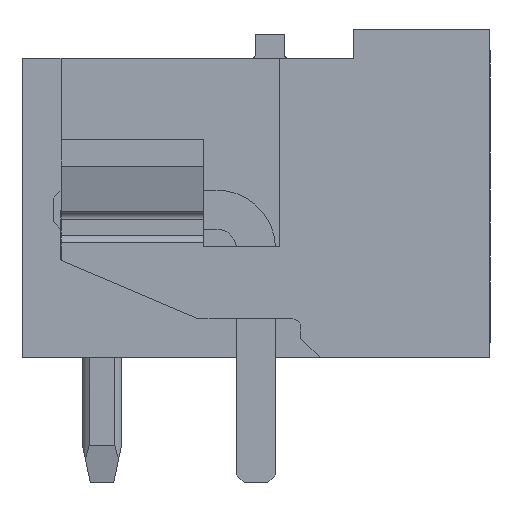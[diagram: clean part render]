
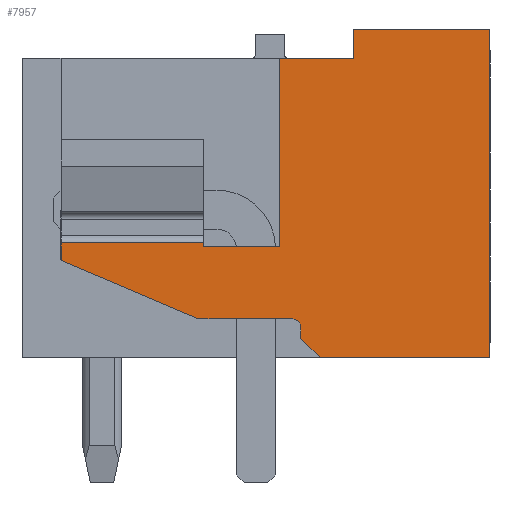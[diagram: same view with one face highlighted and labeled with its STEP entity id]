
A CAD part, left-side view. The second image highlights one B-rep face of the part: STEP entity #7957.
In plain terms, the highlighted planar face has unit normal (-1, 0, 0).
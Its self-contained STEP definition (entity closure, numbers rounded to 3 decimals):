
#7701=AXIS2_PLACEMENT_3D('Circle Axis2P3D',#7699,#7700,$) ;
#7928=AXIS2_PLACEMENT_3D('Plane Axis2P3D',#7925,#7926,#7927) ;
#269=CARTESIAN_POINT('Vertex',(0.,3.5,11.63)) ;
#272=CARTESIAN_POINT('Line Origine',(0.,1.75,11.63)) ;
#276=CARTESIAN_POINT('Vertex',(0.,0.,11.63)) ;
#791=CARTESIAN_POINT('Vertex',(0.,5.4,10.88)) ;
#794=CARTESIAN_POINT('Line Origine',(0.,4.45,10.88)) ;
#798=CARTESIAN_POINT('Vertex',(0.,3.5,10.88)) ;
#1133=CARTESIAN_POINT('Vertex',(0.,0.,3.2)) ;
#1136=CARTESIAN_POINT('Line Origine',(0.,2.177,3.2)) ;
#1140=CARTESIAN_POINT('Vertex',(0.,4.354,3.2)) ;
#3905=CARTESIAN_POINT('Line Origine',(0.,0.,7.415)) ;
#7249=CARTESIAN_POINT('Vertex',(0.,7.35,6.15)) ;
#7252=CARTESIAN_POINT('Line Origine',(0.,7.35,6.1)) ;
#7256=CARTESIAN_POINT('Vertex',(0.,7.35,6.05)) ;
#7363=CARTESIAN_POINT('Line Origine',(0.,9.175,6.15)) ;
#7367=CARTESIAN_POINT('Vertex',(0.,11.,6.15)) ;
#7589=CARTESIAN_POINT('Vertex',(0.,7.464,4.2)) ;
#7594=CARTESIAN_POINT('Line Origine',(0.,9.232,4.95)) ;
#7598=CARTESIAN_POINT('Vertex',(0.,11.,5.7)) ;
#7629=CARTESIAN_POINT('Vertex',(0.,5.054,4.2)) ;
#7634=CARTESIAN_POINT('Line Origine',(0.,6.259,4.2)) ;
#7694=CARTESIAN_POINT('Vertex',(0.,4.854,4.)) ;
#7699=CARTESIAN_POINT('Axis2P3D Location',(0.,5.054,4.)) ;
#7725=CARTESIAN_POINT('Vertex',(0.,4.854,3.7)) ;
#7730=CARTESIAN_POINT('Line Origine',(0.,4.854,3.85)) ;
#7752=CARTESIAN_POINT('Line Origine',(0.,4.604,3.45)) ;
#7778=CARTESIAN_POINT('Vertex',(0.,5.4,6.05)) ;
#7783=CARTESIAN_POINT('Line Origine',(0.,5.4,8.465)) ;
#7833=CARTESIAN_POINT('Line Origine',(0.,6.375,6.05)) ;
#7925=CARTESIAN_POINT('Axis2P3D Location',(0.,0.,0.)) ;
#7930=CARTESIAN_POINT('Line Origine',(0.,11.,5.925)) ;
#7935=CARTESIAN_POINT('Line Origine',(0.,3.5,11.255)) ;
#273=DIRECTION('Vector Direction',(0.,-1.,0.)) ;
#795=DIRECTION('Vector Direction',(0.,1.,0.)) ;
#1137=DIRECTION('Vector Direction',(0.,1.,0.)) ;
#3906=DIRECTION('Vector Direction',(0.,0.,-1.)) ;
#7253=DIRECTION('Vector Direction',(0.,0.,1.)) ;
#7364=DIRECTION('Vector Direction',(0.,1.,0.)) ;
#7595=DIRECTION('Vector Direction',(0.,-0.921,-0.391)) ;
#7635=DIRECTION('Vector Direction',(0.,-1.,0.)) ;
#7700=DIRECTION('Axis2P3D Direction',(-1.,0.,0.)) ;
#7731=DIRECTION('Vector Direction',(0.,0.,-1.)) ;
#7753=DIRECTION('Vector Direction',(0.,-0.707,-0.707)) ;
#7784=DIRECTION('Vector Direction',(0.,0.,1.)) ;
#7834=DIRECTION('Vector Direction',(0.,1.,0.)) ;
#7926=DIRECTION('Axis2P3D Direction',(-1.,0.,0.)) ;
#7927=DIRECTION('Axis2P3D XDirection',(0.,-1.,0.)) ;
#7931=DIRECTION('Vector Direction',(0.,0.,-1.)) ;
#7936=DIRECTION('Vector Direction',(0.,0.,1.)) ;
#274=VECTOR('Line Direction',#273,1.) ;
#796=VECTOR('Line Direction',#795,1.) ;
#1138=VECTOR('Line Direction',#1137,1.) ;
#3907=VECTOR('Line Direction',#3906,1.) ;
#7254=VECTOR('Line Direction',#7253,1.) ;
#7365=VECTOR('Line Direction',#7364,1.) ;
#7596=VECTOR('Line Direction',#7595,1.) ;
#7636=VECTOR('Line Direction',#7635,1.) ;
#7732=VECTOR('Line Direction',#7731,1.) ;
#7754=VECTOR('Line Direction',#7753,1.) ;
#7785=VECTOR('Line Direction',#7784,1.) ;
#7835=VECTOR('Line Direction',#7834,1.) ;
#7932=VECTOR('Line Direction',#7931,1.) ;
#7937=VECTOR('Line Direction',#7936,1.) ;
#7941=ORIENTED_EDGE('',*,*,#7258,.T.) ;
#7942=ORIENTED_EDGE('',*,*,#7369,.T.) ;
#7943=ORIENTED_EDGE('',*,*,#7934,.F.) ;
#7944=ORIENTED_EDGE('',*,*,#7600,.F.) ;
#7945=ORIENTED_EDGE('',*,*,#7638,.F.) ;
#7946=ORIENTED_EDGE('',*,*,#7703,.F.) ;
#7947=ORIENTED_EDGE('',*,*,#7734,.F.) ;
#7948=ORIENTED_EDGE('',*,*,#7756,.F.) ;
#7949=ORIENTED_EDGE('',*,*,#1142,.T.) ;
#7950=ORIENTED_EDGE('',*,*,#3909,.T.) ;
#7951=ORIENTED_EDGE('',*,*,#278,.T.) ;
#7952=ORIENTED_EDGE('',*,*,#7939,.T.) ;
#7953=ORIENTED_EDGE('',*,*,#800,.T.) ;
#7954=ORIENTED_EDGE('',*,*,#7787,.F.) ;
#7955=ORIENTED_EDGE('',*,*,#7837,.F.) ;
#7957=ADVANCED_FACE('Housing',(#7956),#7929,.T.) ;
#7702=CIRCLE('generated circle',#7701,0.2) ;
#278=EDGE_CURVE('',#277,#270,#275,.F.) ;
#800=EDGE_CURVE('',#799,#792,#797,.T.) ;
#1142=EDGE_CURVE('',#1141,#1134,#1139,.F.) ;
#3909=EDGE_CURVE('',#1134,#277,#3908,.F.) ;
#7258=EDGE_CURVE('',#7257,#7250,#7255,.T.) ;
#7369=EDGE_CURVE('',#7250,#7368,#7366,.T.) ;
#7600=EDGE_CURVE('',#7590,#7599,#7597,.F.) ;
#7638=EDGE_CURVE('',#7630,#7590,#7637,.F.) ;
#7703=EDGE_CURVE('',#7695,#7630,#7702,.T.) ;
#7734=EDGE_CURVE('',#7726,#7695,#7733,.F.) ;
#7756=EDGE_CURVE('',#1141,#7726,#7755,.F.) ;
#7787=EDGE_CURVE('',#7779,#792,#7786,.T.) ;
#7837=EDGE_CURVE('',#7257,#7779,#7836,.F.) ;
#7934=EDGE_CURVE('',#7599,#7368,#7933,.F.) ;
#7939=EDGE_CURVE('',#270,#799,#7938,.F.) ;
#7940=EDGE_LOOP('',(#7941,#7942,#7943,#7944,#7945,#7946,#7947,#7948,#7949,#7950,#7951,#7952,#7953,#7954,#7955)) ;
#7956=FACE_OUTER_BOUND('',#7940,.T.) ;
#275=LINE('Line',#272,#274) ;
#797=LINE('Line',#794,#796) ;
#1139=LINE('Line',#1136,#1138) ;
#3908=LINE('Line',#3905,#3907) ;
#7255=LINE('Line',#7252,#7254) ;
#7366=LINE('Line',#7363,#7365) ;
#7597=LINE('Line',#7594,#7596) ;
#7637=LINE('Line',#7634,#7636) ;
#7733=LINE('Line',#7730,#7732) ;
#7755=LINE('Line',#7752,#7754) ;
#7786=LINE('Line',#7783,#7785) ;
#7836=LINE('Line',#7833,#7835) ;
#7933=LINE('Line',#7930,#7932) ;
#7938=LINE('Line',#7935,#7937) ;
#7929=PLANE('',#7928) ;
#270=VERTEX_POINT('',#269) ;
#277=VERTEX_POINT('',#276) ;
#792=VERTEX_POINT('',#791) ;
#799=VERTEX_POINT('',#798) ;
#1134=VERTEX_POINT('',#1133) ;
#1141=VERTEX_POINT('',#1140) ;
#7250=VERTEX_POINT('',#7249) ;
#7257=VERTEX_POINT('',#7256) ;
#7368=VERTEX_POINT('',#7367) ;
#7590=VERTEX_POINT('',#7589) ;
#7599=VERTEX_POINT('',#7598) ;
#7630=VERTEX_POINT('',#7629) ;
#7695=VERTEX_POINT('',#7694) ;
#7726=VERTEX_POINT('',#7725) ;
#7779=VERTEX_POINT('',#7778) ;
